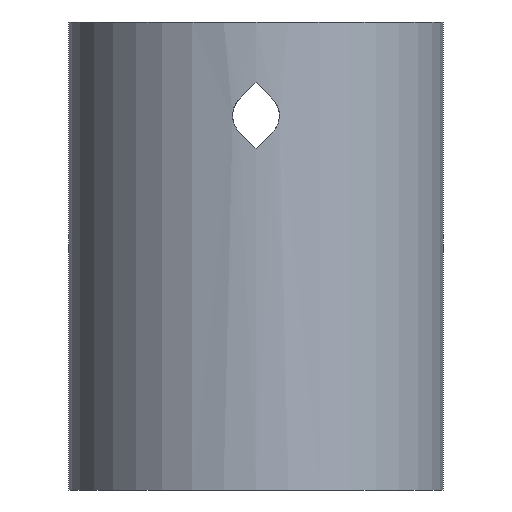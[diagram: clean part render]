
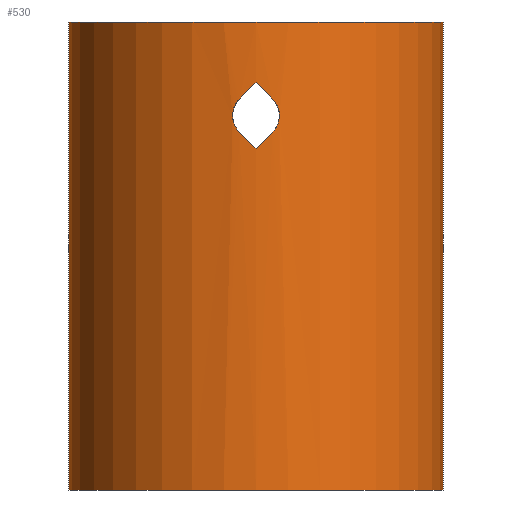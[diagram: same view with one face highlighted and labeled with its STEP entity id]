
A CAD part, front view. The second image highlights one B-rep face of the part: STEP entity #530.
In plain terms, the highlighted cylindrical face has radius 8 mm (diameter 16 mm), a partial arc.
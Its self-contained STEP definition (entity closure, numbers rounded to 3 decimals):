
#11 = CARTESIAN_POINT ( 'NONE',  ( -8., 0., 12. ) ) ;
#19 = CARTESIAN_POINT ( 'NONE',  ( 0., -8., 6.586 ) ) ;
#40 = ORIENTED_EDGE ( 'NONE', *, *, #519, .T. ) ;
#70 = VERTEX_POINT ( 'NONE', #468 ) ;
#71 =( BOUNDED_CURVE ( )  B_SPLINE_CURVE ( 3, ( #579, #890, #171, #562 ),
 .UNSPECIFIED., .F., .F. ) 
 B_SPLINE_CURVE_WITH_KNOTS ( ( 4, 4 ),
 ( 4.624, 4.712 ),
 .UNSPECIFIED. ) 
 CURVE ( )  GEOMETRIC_REPRESENTATION_ITEM ( )  RATIONAL_B_SPLINE_CURVE ( ( 1., 0.999, 0.999, 1. ) ) 
 REPRESENTATION_ITEM ( '' )  );
#74 = FACE_OUTER_BOUND ( 'NONE', #731, .T. ) ;
#76 = CARTESIAN_POINT ( 'NONE',  ( 0.707, -7.969, 7.293 ) ) ;
#78 = CARTESIAN_POINT ( 'NONE',  ( -1., -7.937, 8.13 ) ) ;
#81 = DIRECTION ( 'NONE',  ( 0., 0., -1. ) ) ;
#84 = CARTESIAN_POINT ( 'NONE',  ( 0.874, -7.952, 8.504 ) ) ;
#104 = ORIENTED_EDGE ( 'NONE', *, *, #195, .T. ) ;
#108 = CIRCLE ( 'NONE', #295, 8. ) ;
#118 = CARTESIAN_POINT ( 'NONE',  ( -0.707, -7.969, 8.707 ) ) ;
#129 =( BOUNDED_CURVE ( )  B_SPLINE_CURVE ( 3, ( #899, #167, #497, #76 ),
 .UNSPECIFIED., .F., .T. ) 
 B_SPLINE_CURVE_WITH_KNOTS ( ( 4, 4 ),
 ( 1.571, 1.659 ),
 .UNSPECIFIED. ) 
 CURVE ( )  GEOMETRIC_REPRESENTATION_ITEM ( )  RATIONAL_B_SPLINE_CURVE ( ( 1., 0.999, 0.999, 1. ) ) 
 REPRESENTATION_ITEM ( '' )  );
#134 = CARTESIAN_POINT ( 'NONE',  ( -0.874, -7.952, 8.502 ) ) ;
#141 = B_SPLINE_CURVE_WITH_KNOTS ( 'NONE', 3,
 ( #594, #835, #757, #357, #453, #78, #216, #134, #945, #787 ),
 .UNSPECIFIED., .F., .F.,
 ( 4, 2, 2, 2, 4 ),
 ( 0., 0., 0.001, 0.001, 0.002 ),
 .UNSPECIFIED. ) ;
#145 = ORIENTED_EDGE ( 'NONE', *, *, #343, .F. ) ;
#147 = VECTOR ( 'NONE', #81, 1000. ) ;
#151 = DIRECTION ( 'NONE',  ( -1., 0., 0. ) ) ;
#167 = CARTESIAN_POINT ( 'NONE',  ( 0.236, -8., 6.822 ) ) ;
#171 = CARTESIAN_POINT ( 'NONE',  ( -0.236, -8., 6.822 ) ) ;
#172 = EDGE_CURVE ( 'NONE', #539, #389, #1002, .T. ) ;
#195 = EDGE_CURVE ( 'NONE', #1004, #70, #796, .T. ) ;
#197 = CARTESIAN_POINT ( 'NONE',  ( 0., 0., -8. ) ) ;
#204 = ORIENTED_EDGE ( 'NONE', *, *, #987, .T. ) ;
#207 = B_SPLINE_CURVE_WITH_KNOTS ( 'NONE', 3,
 ( #744, #799, #84, #573, #349, #427, #896, #256, #244, #569 ),
 .UNSPECIFIED., .F., .F.,
 ( 4, 2, 2, 2, 4 ),
 ( 0., 0., 0.001, 0.001, 0.002 ),
 .UNSPECIFIED. ) ;
#216 = CARTESIAN_POINT ( 'NONE',  ( -0.974, -7.941, 8.262 ) ) ;
#222 = DIRECTION ( 'NONE',  ( 0., 0., 1. ) ) ;
#234 = DIRECTION ( 'NONE',  ( 1., 0., 0. ) ) ;
#236 = CARTESIAN_POINT ( 'NONE',  ( 0., 0., 12. ) ) ;
#239 =( BOUNDED_CURVE ( )  B_SPLINE_CURVE ( 3, ( #264, #401, #257, #957 ),
 .UNSPECIFIED., .F., .T. ) 
 B_SPLINE_CURVE_WITH_KNOTS ( ( 4, 4 ),
 ( 1.482, 1.571 ),
 .UNSPECIFIED. ) 
 CURVE ( )  GEOMETRIC_REPRESENTATION_ITEM ( )  RATIONAL_B_SPLINE_CURVE ( ( 1., 0.999, 0.999, 1. ) ) 
 REPRESENTATION_ITEM ( '' )  );
#244 = CARTESIAN_POINT ( 'NONE',  ( 0.8, -7.96, 7.386 ) ) ;
#254 = ORIENTED_EDGE ( 'NONE', *, *, #807, .F. ) ;
#256 = CARTESIAN_POINT ( 'NONE',  ( 0.874, -7.952, 7.498 ) ) ;
#257 = CARTESIAN_POINT ( 'NONE',  ( -0.236, -8., 9.178 ) ) ;
#264 = CARTESIAN_POINT ( 'NONE',  ( -0.707, -7.969, 8.707 ) ) ;
#265 = EDGE_CURVE ( 'NONE', #389, #528, #207, .T. ) ;
#267 = VECTOR ( 'NONE', #846, 1000. ) ;
#295 = AXIS2_PLACEMENT_3D ( 'NONE', #197, #832, #683 ) ;
#310 = CARTESIAN_POINT ( 'NONE',  ( 0., -8., 9.414 ) ) ;
#316 = ORIENTED_EDGE ( 'NONE', *, *, #265, .T. ) ;
#319 = CARTESIAN_POINT ( 'NONE',  ( 0.236, -8., 9.178 ) ) ;
#323 = CARTESIAN_POINT ( 'NONE',  ( -8., 0., 12. ) ) ;
#343 = EDGE_CURVE ( 'NONE', #850, #966, #71, .T. ) ;
#349 = CARTESIAN_POINT ( 'NONE',  ( 1., -7.937, 8.131 ) ) ;
#357 = CARTESIAN_POINT ( 'NONE',  ( -0.974, -7.941, 7.738 ) ) ;
#389 = VERTEX_POINT ( 'NONE', #994 ) ;
#394 = CARTESIAN_POINT ( 'NONE',  ( 0.707, -7.969, 7.293 ) ) ;
#401 = CARTESIAN_POINT ( 'NONE',  ( -0.472, -7.99, 8.942 ) ) ;
#427 = CARTESIAN_POINT ( 'NONE',  ( 1., -7.937, 7.87 ) ) ;
#453 = CARTESIAN_POINT ( 'NONE',  ( -1., -7.937, 7.869 ) ) ;
#468 = CARTESIAN_POINT ( 'NONE',  ( -8., 0., -8. ) ) ;
#497 = CARTESIAN_POINT ( 'NONE',  ( 0.472, -7.99, 7.058 ) ) ;
#512 = AXIS2_PLACEMENT_3D ( 'NONE', #620, #222, #234 ) ;
#518 = ORIENTED_EDGE ( 'NONE', *, *, #172, .T. ) ;
#519 = EDGE_CURVE ( 'NONE', #850, #798, #141, .T. ) ;
#527 = CARTESIAN_POINT ( 'NONE',  ( 8., 0., 12. ) ) ;
#528 = VERTEX_POINT ( 'NONE', #394 ) ;
#530 = ADVANCED_FACE ( 'NONE', ( #74, #865 ), #1028, .T. ) ;
#539 = VERTEX_POINT ( 'NONE', #310 ) ;
#547 = CARTESIAN_POINT ( 'NONE',  ( -0.707, -7.969, 7.293 ) ) ;
#555 = VERTEX_POINT ( 'NONE', #955 ) ;
#562 = CARTESIAN_POINT ( 'NONE',  ( 0., -8., 6.586 ) ) ;
#569 = CARTESIAN_POINT ( 'NONE',  ( 0.707, -7.969, 7.293 ) ) ;
#573 = CARTESIAN_POINT ( 'NONE',  ( 0.974, -7.941, 8.262 ) ) ;
#579 = CARTESIAN_POINT ( 'NONE',  ( -0.707, -7.969, 7.293 ) ) ;
#589 = ORIENTED_EDGE ( 'NONE', *, *, #768, .T. ) ;
#594 = CARTESIAN_POINT ( 'NONE',  ( -0.707, -7.969, 7.293 ) ) ;
#620 = CARTESIAN_POINT ( 'NONE',  ( 0., 0., 12. ) ) ;
#631 = DIRECTION ( 'NONE',  ( 0., 0., -1. ) ) ;
#661 = CARTESIAN_POINT ( 'NONE',  ( 0.707, -7.969, 8.707 ) ) ;
#666 = AXIS2_PLACEMENT_3D ( 'NONE', #236, #631, #151 ) ;
#683 = DIRECTION ( 'NONE',  ( 1., 0., 0. ) ) ;
#728 = CARTESIAN_POINT ( 'NONE',  ( 0.472, -7.99, 8.942 ) ) ;
#731 = EDGE_LOOP ( 'NONE', ( #254, #750, #104, #589 ) ) ;
#744 = CARTESIAN_POINT ( 'NONE',  ( 0.707, -7.969, 8.707 ) ) ;
#750 = ORIENTED_EDGE ( 'NONE', *, *, #883, .F. ) ;
#757 = CARTESIAN_POINT ( 'NONE',  ( -0.874, -7.952, 7.496 ) ) ;
#768 = EDGE_CURVE ( 'NONE', #70, #555, #108, .T. ) ;
#778 = EDGE_LOOP ( 'NONE', ( #204, #518, #316, #973, #145, #40 ) ) ;
#787 = CARTESIAN_POINT ( 'NONE',  ( -0.707, -7.969, 8.707 ) ) ;
#796 = LINE ( 'NONE', #323, #147 ) ;
#798 = VERTEX_POINT ( 'NONE', #118 ) ;
#799 = CARTESIAN_POINT ( 'NONE',  ( 0.8, -7.96, 8.614 ) ) ;
#801 = CARTESIAN_POINT ( 'NONE',  ( 0., -8., 9.414 ) ) ;
#807 = EDGE_CURVE ( 'NONE', #1033, #555, #928, .T. ) ;
#832 = DIRECTION ( 'NONE',  ( 0., 0., 1. ) ) ;
#835 = CARTESIAN_POINT ( 'NONE',  ( -0.8, -7.96, 7.386 ) ) ;
#846 = DIRECTION ( 'NONE',  ( 0., 0., -1. ) ) ;
#850 = VERTEX_POINT ( 'NONE', #547 ) ;
#865 = FACE_BOUND ( 'NONE', #778, .T. ) ;
#883 = EDGE_CURVE ( 'NONE', #1004, #1033, #1000, .T. ) ;
#890 = CARTESIAN_POINT ( 'NONE',  ( -0.472, -7.99, 7.058 ) ) ;
#896 = CARTESIAN_POINT ( 'NONE',  ( 0.974, -7.941, 7.738 ) ) ;
#899 = CARTESIAN_POINT ( 'NONE',  ( 0., -8., 6.586 ) ) ;
#928 = LINE ( 'NONE', #527, #267 ) ;
#945 = CARTESIAN_POINT ( 'NONE',  ( -0.8, -7.96, 8.614 ) ) ;
#955 = CARTESIAN_POINT ( 'NONE',  ( 8., 0., -8. ) ) ;
#957 = CARTESIAN_POINT ( 'NONE',  ( 0., -8., 9.414 ) ) ;
#966 = VERTEX_POINT ( 'NONE', #19 ) ;
#967 = EDGE_CURVE ( 'NONE', #966, #528, #129, .T. ) ;
#970 = CARTESIAN_POINT ( 'NONE',  ( 8., 0., 12. ) ) ;
#973 = ORIENTED_EDGE ( 'NONE', *, *, #967, .F. ) ;
#987 = EDGE_CURVE ( 'NONE', #798, #539, #239, .T. ) ;
#994 = CARTESIAN_POINT ( 'NONE',  ( 0.707, -7.969, 8.707 ) ) ;
#1000 = CIRCLE ( 'NONE', #512, 8. ) ;
#1002 =( BOUNDED_CURVE ( )  B_SPLINE_CURVE ( 3, ( #801, #319, #728, #661 ),
 .UNSPECIFIED., .F., .T. ) 
 B_SPLINE_CURVE_WITH_KNOTS ( ( 4, 4 ),
 ( 4.712, 4.801 ),
 .UNSPECIFIED. ) 
 CURVE ( )  GEOMETRIC_REPRESENTATION_ITEM ( )  RATIONAL_B_SPLINE_CURVE ( ( 1., 0.999, 0.999, 1. ) ) 
 REPRESENTATION_ITEM ( '' )  );
#1004 = VERTEX_POINT ( 'NONE', #11 ) ;
#1028 = CYLINDRICAL_SURFACE ( 'NONE', #666, 8. ) ;
#1033 = VERTEX_POINT ( 'NONE', #970 ) ;
